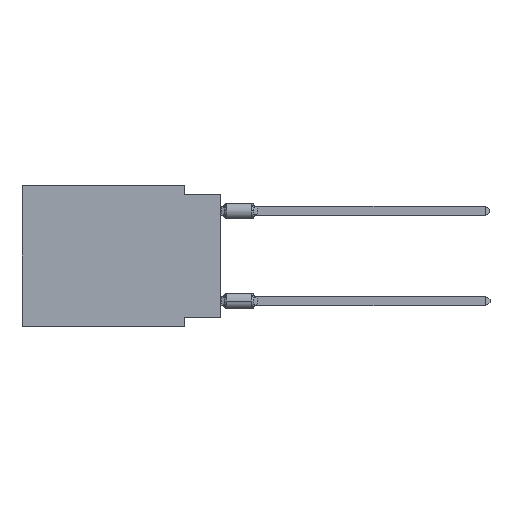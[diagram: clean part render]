
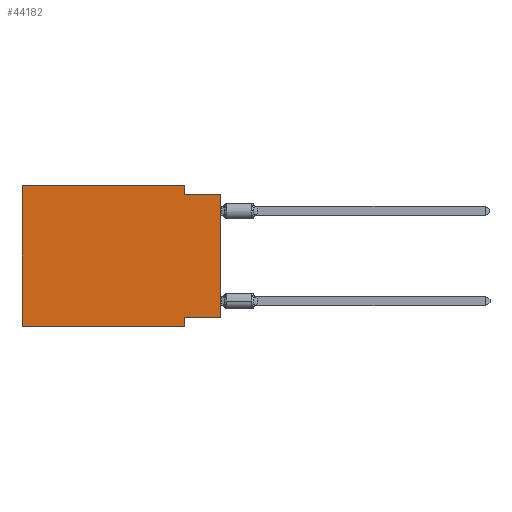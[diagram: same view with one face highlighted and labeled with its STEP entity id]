
A CAD part, left-side view. The second image highlights one B-rep face of the part: STEP entity #44182.
In plain terms, the highlighted planar face has unit normal (-1, 0, 0).
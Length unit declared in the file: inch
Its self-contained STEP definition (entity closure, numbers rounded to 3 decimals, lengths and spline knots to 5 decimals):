
#319 = CARTESIAN_POINT ( 'NONE',  ( 0., 0.1, -0.39 ) ) ;
#1382 = DIRECTION ( 'NONE',  ( 0., -1., 0. ) ) ;
#2383 = VERTEX_POINT ( 'NONE', #52705 ) ;
#2561 = ORIENTED_EDGE ( 'NONE', *, *, #41543, .F. ) ;
#4788 = CARTESIAN_POINT ( 'NONE',  ( 0., 0.55, 0. ) ) ;
#5106 = DIRECTION ( 'NONE',  ( 0., -1., 0. ) ) ;
#5972 = EDGE_CURVE ( 'NONE', #2383, #19683, #49074, .T. ) ;
#7104 = ORIENTED_EDGE ( 'NONE', *, *, #58950, .F. ) ;
#8215 = LINE ( 'NONE', #62127, #44026 ) ;
#8448 = CARTESIAN_POINT ( 'NONE',  ( 0., 0.1, -0.025 ) ) ;
#8680 = CARTESIAN_POINT ( 'NONE',  ( 0., 0., 0. ) ) ;
#9934 = CARTESIAN_POINT ( 'NONE',  ( 0., 0.55, 0. ) ) ;
#10721 = LINE ( 'NONE', #11025, #40742 ) ;
#11025 = CARTESIAN_POINT ( 'NONE',  ( 0., 0.1, -0.39 ) ) ;
#11280 = CARTESIAN_POINT ( 'NONE',  ( 0., 0.55, -0.39 ) ) ;
#13788 = ORIENTED_EDGE ( 'NONE', *, *, #51965, .F. ) ;
#14395 = ORIENTED_EDGE ( 'NONE', *, *, #25363, .F. ) ;
#14762 = DIRECTION ( 'NONE',  ( 0., 0., -1. ) ) ;
#14904 = DIRECTION ( 'NONE',  ( 0., 0., -1. ) ) ;
#15373 = VERTEX_POINT ( 'NONE', #17371 ) ;
#17371 = CARTESIAN_POINT ( 'NONE',  ( 0., 0.1, -0.365 ) ) ;
#18169 = DIRECTION ( 'NONE',  ( 0., 0., -1. ) ) ;
#19683 = VERTEX_POINT ( 'NONE', #54327 ) ;
#20212 = DIRECTION ( 'NONE',  ( 1., 0., 0. ) ) ;
#20257 = EDGE_CURVE ( 'NONE', #19683, #60831, #8215, .T. ) ;
#23226 = VECTOR ( 'NONE', #24038, 39.37008 ) ;
#24038 = DIRECTION ( 'NONE',  ( 0., 1., 0. ) ) ;
#24531 = VECTOR ( 'NONE', #28252, 39.37008 ) ;
#25201 = VECTOR ( 'NONE', #5106, 39.37008 ) ;
#25363 = EDGE_CURVE ( 'NONE', #34108, #15373, #52943, .T. ) ;
#28252 = DIRECTION ( 'NONE',  ( 0., 0., 1. ) ) ;
#29110 = DIRECTION ( 'NONE',  ( 0., 0., 1. ) ) ;
#29149 = VERTEX_POINT ( 'NONE', #34060 ) ;
#30057 = ORIENTED_EDGE ( 'NONE', *, *, #54094, .T. ) ;
#30158 = FACE_OUTER_BOUND ( 'NONE', #58445, .T. ) ;
#33076 = LINE ( 'NONE', #8680, #24531 ) ;
#33788 = CARTESIAN_POINT ( 'NONE',  ( 0., 0., -0.025 ) ) ;
#34060 = CARTESIAN_POINT ( 'NONE',  ( 0., 0., -0.025 ) ) ;
#34108 = VERTEX_POINT ( 'NONE', #35096 ) ;
#35096 = CARTESIAN_POINT ( 'NONE',  ( 0., 0., -0.365 ) ) ;
#35516 = LINE ( 'NONE', #55098, #36233 ) ;
#36233 = VECTOR ( 'NONE', #29110, 39.37008 ) ;
#36852 = ORIENTED_EDGE ( 'NONE', *, *, #53241, .T. ) ;
#40742 = VECTOR ( 'NONE', #14904, 39.37008 ) ;
#40990 = VECTOR ( 'NONE', #1382, 39.37008 ) ;
#41543 = EDGE_CURVE ( 'NONE', #15373, #54087, #10721, .T. ) ;
#44026 = VECTOR ( 'NONE', #18169, 39.37008 ) ;
#44182 = ADVANCED_FACE ( 'NONE', ( #30158 ), #59994, .F. ) ;
#45021 = LINE ( 'NONE', #50146, #40990 ) ;
#47916 = DIRECTION ( 'NONE',  ( 0., -1., 0. ) ) ;
#49074 = LINE ( 'NONE', #4788, #25201 ) ;
#50146 = CARTESIAN_POINT ( 'NONE',  ( 0., 0.55, -0.39 ) ) ;
#51965 = EDGE_CURVE ( 'NONE', #60831, #29149, #52756, .T. ) ;
#52317 = CARTESIAN_POINT ( 'NONE',  ( 0., 0., -0.365 ) ) ;
#52705 = CARTESIAN_POINT ( 'NONE',  ( 0., 0.55, 0. ) ) ;
#52756 = LINE ( 'NONE', #33788, #56252 ) ;
#52943 = LINE ( 'NONE', #52317, #23226 ) ;
#53241 = EDGE_CURVE ( 'NONE', #59781, #54087, #45021, .T. ) ;
#54087 = VERTEX_POINT ( 'NONE', #319 ) ;
#54094 = EDGE_CURVE ( 'NONE', #34108, #29149, #33076, .T. ) ;
#54327 = CARTESIAN_POINT ( 'NONE',  ( 0., 0.1, 0. ) ) ;
#54332 = ORIENTED_EDGE ( 'NONE', *, *, #5972, .F. ) ;
#55098 = CARTESIAN_POINT ( 'NONE',  ( 0., 0.55, 0. ) ) ;
#56252 = VECTOR ( 'NONE', #47916, 39.37008 ) ;
#57378 = AXIS2_PLACEMENT_3D ( 'NONE', #9934, #20212, #14762 ) ;
#58268 = ORIENTED_EDGE ( 'NONE', *, *, #20257, .F. ) ;
#58445 = EDGE_LOOP ( 'NONE', ( #30057, #13788, #58268, #54332, #7104, #36852, #2561, #14395 ) ) ;
#58950 = EDGE_CURVE ( 'NONE', #59781, #2383, #35516, .T. ) ;
#59781 = VERTEX_POINT ( 'NONE', #11280 ) ;
#59994 = PLANE ( 'NONE',  #57378 ) ;
#60831 = VERTEX_POINT ( 'NONE', #8448 ) ;
#62127 = CARTESIAN_POINT ( 'NONE',  ( 0., 0.1, 0. ) ) ;
